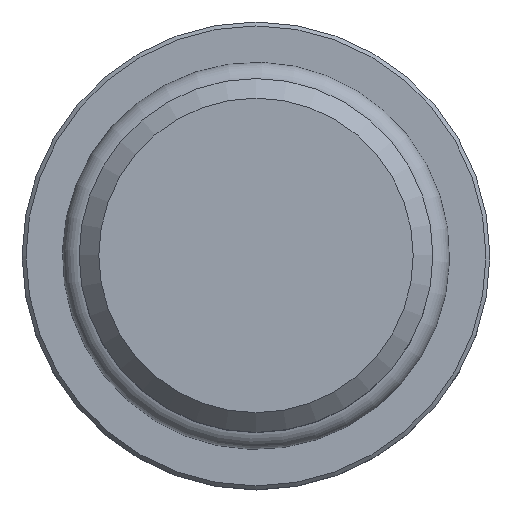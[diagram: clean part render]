
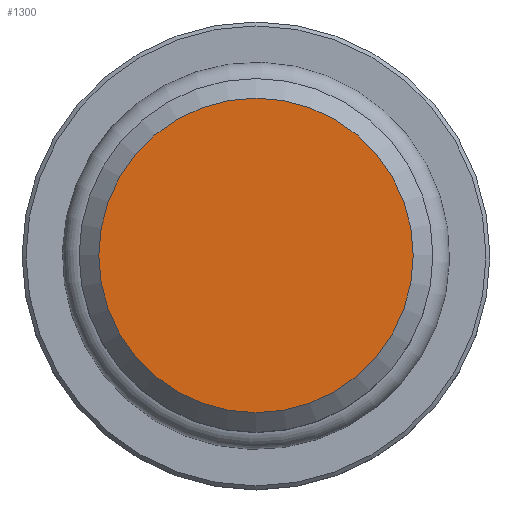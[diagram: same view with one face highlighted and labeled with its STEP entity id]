
A CAD part, top view. The second image highlights one B-rep face of the part: STEP entity #1300.
In plain terms, the highlighted planar face has unit normal (0, 0, 1).
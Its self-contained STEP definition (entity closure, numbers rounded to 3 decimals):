
#1260=CARTESIAN_POINT('',(8.0,0.,19.0));
#1261=VERTEX_POINT('',#1260);
#1262=CARTESIAN_POINT('',(0.0,0.0,19.0));
#1263=DIRECTION('',(0.0,0.0,-1.0));
#1264=DIRECTION('',(-1.0,0.0,0.0));
#1265=AXIS2_PLACEMENT_3D('',#1262,#1263,#1264);
#1266=CIRCLE('',#1265,8.0);
#1267=EDGE_CURVE('',#1261,#1261,#1266,.T.);
#1292=CARTESIAN_POINT('',(0.0,0.0,19.0));
#1293=DIRECTION('',(0.0,0.0,-1.0));
#1294=DIRECTION('',(-1.0,0.0,0.0));
#1295=AXIS2_PLACEMENT_3D('',#1292,#1293,#1294);
#1296=PLANE('',#1295);
#1297=ORIENTED_EDGE('',*,*,#1267,.F.);
#1298=EDGE_LOOP('',(#1297));
#1299=FACE_OUTER_BOUND('',#1298,.T.);
#1300=ADVANCED_FACE('',(#1299),#1296,.F.);
